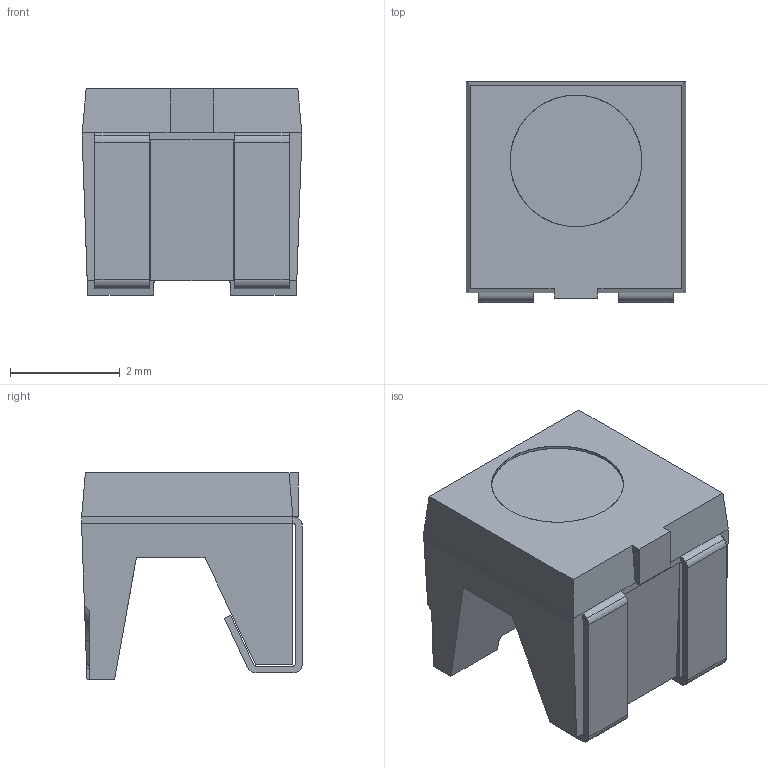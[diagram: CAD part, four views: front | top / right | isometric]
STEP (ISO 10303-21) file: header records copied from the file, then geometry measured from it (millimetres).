
FILE_DESCRIPTION(('STEP Model'),'2;1');
FILE_NAME('Lx_A6xx_SideLED.stp','2012-06-23T10:11:05',(''),(''), 'CAD Exchanger 2.3.2 (www.cadexchanger.com)','CAD Exchanger 2.3.2', 'Unknown');
FILE_SCHEMA(('AUTOMOTIVE_DESIGN { 1 0 10303 214 1 1 1 1 }'));
Length unit declared in the file: millimetre
Products named in the file (80): Unspecified 1; Unspecified 2; Unspecified 3; Unspecified 4; Unspecified 5; Unspecified 6; Unspecified 7; Unspecified 8; Unspecified 9; Unspecified 10; Unspecified 11; Unspecified 12; Unspecified 13; Unspecified 14; Unspecified 15; Unspecified 16; Unspecified 17; Unspecified 18; Unspecified 19; Unspecified 20; Unspecified 21; Unspecified 22; Unspecified 23; Unspecified 24; Unspecified 25; Unspecified 26; Unspecified 27; Unspecified 28; Unspecified 29; Unspecified 30; Unspecified 31; Unspecified 32; Unspecified 33; Unspecified 34; Unspecified 35; Unspecified 36; Unspecified 37; Unspecified 38; Unspecified 39; Unspecified 40 ...
Bounding box: 4 x 4.03 x 3.77 mm (x, y, z)
Surface area: 110.1 mm2 (no closed solid volume)
Topology: 0 solids, 80 shells, 80 faces, 536 edges, 536 vertices
Faces by surface type: bspline 51, revolution 29
Entity records: 10268 total; most frequent: CARTESIAN_POINT 2865, B_SPLINE_CURVE_WITH_KNOTS 669, DIRECTION 545, ORIENTED_EDGE 536, EDGE_CURVE 536, VERTEX_POINT 536, SURFACE_CURVE 536, PCURVE 536
